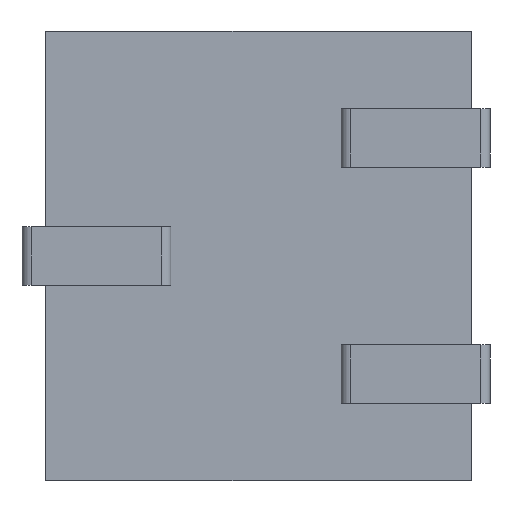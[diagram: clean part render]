
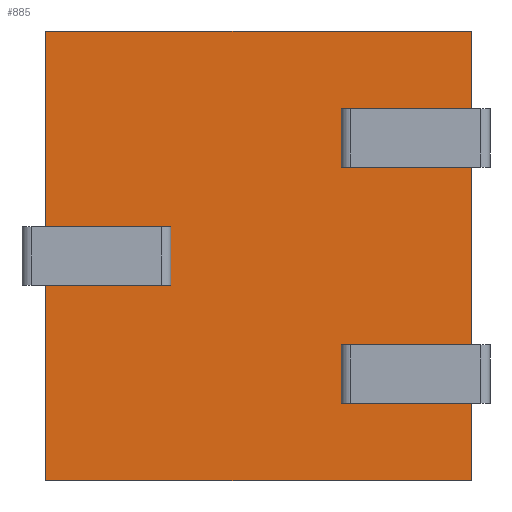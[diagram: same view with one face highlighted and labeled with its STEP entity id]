
A CAD part, left-side view. The second image highlights one B-rep face of the part: STEP entity #885.
In plain terms, the highlighted planar face has unit normal (-1, 0, 0).
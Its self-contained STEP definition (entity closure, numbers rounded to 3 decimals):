
#5=DIRECTION('',(0.,0.,1.));
#6=VECTOR('',#5,1.91);
#7=CARTESIAN_POINT('',(-1.755,0.,-0.955));
#8=LINE('',#7,#6);
#21=DIRECTION('',(0.,0.,1.));
#22=VECTOR('',#21,0.83);
#23=CARTESIAN_POINT('',(-1.755,0.,1.585));
#24=LINE('',#23,#22);
#45=DIRECTION('',(0.,0.,1.));
#46=VECTOR('',#45,0.83);
#47=CARTESIAN_POINT('',(-1.755,0.,-2.415));
#48=LINE('',#47,#46);
#139=DIRECTION('',(0.,-1.,0.));
#140=VECTOR('',#139,1.343);
#141=CARTESIAN_POINT('',(-1.755,4.57,-0.315));
#142=LINE('',#141,#140);
#143=DIRECTION('',(0.,0.,1.));
#144=VECTOR('',#143,0.63);
#145=CARTESIAN_POINT('',(-1.755,3.227,-0.315));
#146=LINE('',#145,#144);
#147=DIRECTION('',(0.,-1.,0.));
#148=VECTOR('',#147,1.343);
#149=CARTESIAN_POINT('',(-1.755,4.57,0.315));
#150=LINE('',#149,#148);
#151=DIRECTION('',(0.,1.,0.));
#152=VECTOR('',#151,1.397);
#153=CARTESIAN_POINT('',(-1.755,0.,1.585));
#154=LINE('',#153,#152);
#155=DIRECTION('',(0.,0.,1.));
#156=VECTOR('',#155,0.63);
#157=CARTESIAN_POINT('',(-1.755,1.397,0.955));
#158=LINE('',#157,#156);
#159=DIRECTION('',(0.,1.,0.));
#160=VECTOR('',#159,1.397);
#161=CARTESIAN_POINT('',(-1.755,0.,0.955));
#162=LINE('',#161,#160);
#163=DIRECTION('',(0.,1.,0.));
#164=VECTOR('',#163,1.397);
#165=CARTESIAN_POINT('',(-1.755,0.,-0.955));
#166=LINE('',#165,#164);
#167=DIRECTION('',(0.,0.,-1.));
#168=VECTOR('',#167,0.63);
#169=CARTESIAN_POINT('',(-1.755,1.397,-0.955));
#170=LINE('',#169,#168);
#171=DIRECTION('',(0.,1.,0.));
#172=VECTOR('',#171,1.397);
#173=CARTESIAN_POINT('',(-1.755,0.,-1.585));
#174=LINE('',#173,#172);
#175=DIRECTION('',(0.,1.,0.));
#176=VECTOR('',#175,4.57);
#177=CARTESIAN_POINT('',(-1.755,0.,-2.415));
#178=LINE('',#177,#176);
#226=DIRECTION('',(0.,0.,1.));
#227=VECTOR('',#226,2.1);
#228=CARTESIAN_POINT('',(-1.755,4.57,-2.415));
#229=LINE('',#228,#227);
#250=DIRECTION('',(0.,0.,1.));
#251=VECTOR('',#250,2.1);
#252=CARTESIAN_POINT('',(-1.755,4.57,0.315));
#253=LINE('',#252,#251);
#288=DIRECTION('',(0.,1.,0.));
#289=VECTOR('',#288,4.57);
#290=CARTESIAN_POINT('',(-1.755,0.,2.415));
#291=LINE('',#290,#289);
#523=CARTESIAN_POINT('',(-1.755,0.,2.415));
#525=VERTEX_POINT('',#523);
#527=CARTESIAN_POINT('',(-1.755,4.57,2.415));
#529=VERTEX_POINT('',#527);
#531=CARTESIAN_POINT('',(-1.755,0.,-2.415));
#532=CARTESIAN_POINT('',(-1.755,4.57,-2.415));
#533=VERTEX_POINT('',#531);
#534=VERTEX_POINT('',#532);
#547=CARTESIAN_POINT('',(-1.755,0.,0.955));
#549=VERTEX_POINT('',#547);
#551=CARTESIAN_POINT('',(-1.755,0.,1.585));
#553=VERTEX_POINT('',#551);
#555=CARTESIAN_POINT('',(-1.755,1.397,0.955));
#556=VERTEX_POINT('',#555);
#557=CARTESIAN_POINT('',(-1.755,1.397,1.585));
#558=VERTEX_POINT('',#557);
#591=CARTESIAN_POINT('',(-1.755,4.57,-0.315));
#593=VERTEX_POINT('',#591);
#595=CARTESIAN_POINT('',(-1.755,4.57,0.315));
#597=VERTEX_POINT('',#595);
#599=CARTESIAN_POINT('',(-1.755,3.227,-0.315));
#600=VERTEX_POINT('',#599);
#601=CARTESIAN_POINT('',(-1.755,3.227,0.315));
#602=VERTEX_POINT('',#601);
#603=CARTESIAN_POINT('',(-1.755,0.,-0.955));
#605=VERTEX_POINT('',#603);
#607=CARTESIAN_POINT('',(-1.755,0.,-1.585));
#609=VERTEX_POINT('',#607);
#611=CARTESIAN_POINT('',(-1.755,1.397,-0.955));
#612=VERTEX_POINT('',#611);
#613=CARTESIAN_POINT('',(-1.755,1.397,-1.585));
#614=VERTEX_POINT('',#613);
#851=CARTESIAN_POINT('',(-1.755,0.,-2.415));
#852=DIRECTION('',(-1.,0.,0.));
#853=DIRECTION('',(0.,0.,1.));
#854=AXIS2_PLACEMENT_3D('',#851,#852,#853);
#855=PLANE('',#854);
#857=ORIENTED_EDGE('',*,*,#856,.T.);
#859=ORIENTED_EDGE('',*,*,#858,.T.);
#861=ORIENTED_EDGE('',*,*,#860,.F.);
#863=ORIENTED_EDGE('',*,*,#862,.T.);
#865=ORIENTED_EDGE('',*,*,#864,.F.);
#866=ORIENTED_EDGE('',*,*,#702,.F.);
#868=ORIENTED_EDGE('',*,*,#867,.T.);
#870=ORIENTED_EDGE('',*,*,#869,.F.);
#872=ORIENTED_EDGE('',*,*,#871,.F.);
#873=ORIENTED_EDGE('',*,*,#694,.F.);
#874=ORIENTED_EDGE('',*,*,#732,.T.);
#876=ORIENTED_EDGE('',*,*,#875,.T.);
#877=ORIENTED_EDGE('',*,*,#780,.F.);
#878=ORIENTED_EDGE('',*,*,#714,.F.);
#880=ORIENTED_EDGE('',*,*,#879,.T.);
#882=ORIENTED_EDGE('',*,*,#881,.T.);
#883=EDGE_LOOP('',(#857,#859,#861,#863,#865,#866,#868,#870,#872,#873,#874,#876,
#877,#878,#880,#882));
#884=FACE_OUTER_BOUND('',#883,.F.);
#885=ADVANCED_FACE('',(#884),#855,.T.);
#694=EDGE_CURVE('',#605,#549,#8,.T.);
#702=EDGE_CURVE('',#553,#525,#24,.T.);
#714=EDGE_CURVE('',#533,#609,#48,.T.);
#732=EDGE_CURVE('',#605,#612,#166,.T.);
#780=EDGE_CURVE('',#609,#614,#174,.T.);
#856=EDGE_CURVE('',#593,#600,#142,.T.);
#858=EDGE_CURVE('',#600,#602,#146,.T.);
#860=EDGE_CURVE('',#597,#602,#150,.T.);
#862=EDGE_CURVE('',#597,#529,#253,.T.);
#864=EDGE_CURVE('',#525,#529,#291,.T.);
#867=EDGE_CURVE('',#553,#558,#154,.T.);
#869=EDGE_CURVE('',#556,#558,#158,.T.);
#871=EDGE_CURVE('',#549,#556,#162,.T.);
#875=EDGE_CURVE('',#612,#614,#170,.T.);
#879=EDGE_CURVE('',#533,#534,#178,.T.);
#881=EDGE_CURVE('',#534,#593,#229,.T.);
